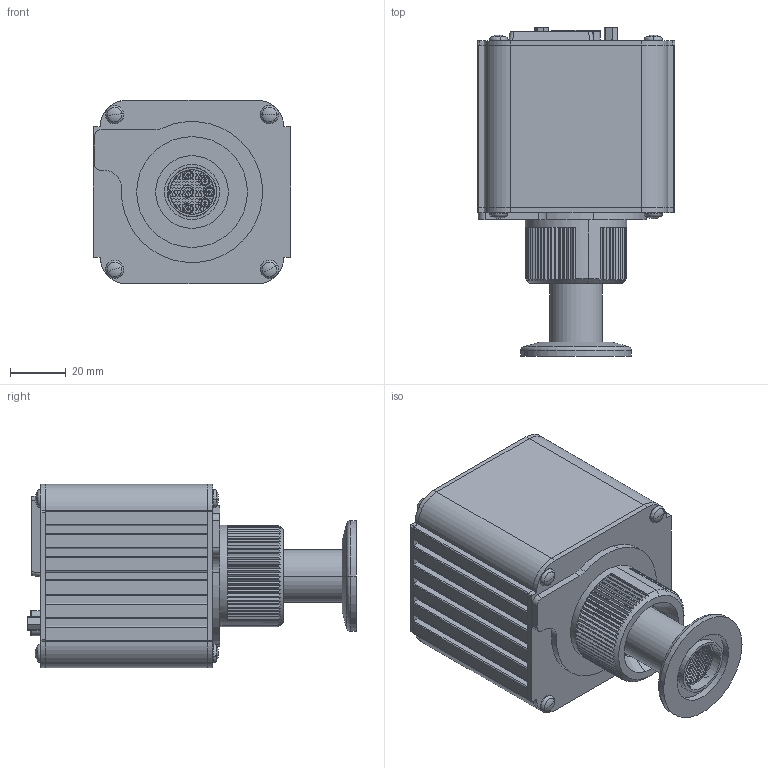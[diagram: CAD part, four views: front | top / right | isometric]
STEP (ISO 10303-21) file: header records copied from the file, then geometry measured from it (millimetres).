
FILE_DESCRIPTION (( 'STEP AP203' ), '1' );
FILE_NAME ('355600-0-YE-T-STEP.STEP', '2017-08-01T22:05:53', ( 'MKS' ), ( 'MKS' ), 'SwSTEP 2.0', 'SolidWorks 2015', '' );
FILE_SCHEMA (( 'CONFIG_CONTROL_DESIGN' ));
Length unit declared in the file: inch
Products named in the file (28): Sensor Assembly NW25KF; 390 Display w Bezel STEP; FSM-SWITCH; MIG_CONN_STEP; 355600-0-YE-T-STEP; ALOG DISP CIO PREASSY STEP; Analog_CIO_STEP; 355-GAUGE-ASSY_STEP; 20001518_STEP; 20001235-STEP; 355T-MPBA_STEP; 20002598_STEP; 20001857; 355T-PBA-STEP; 20002599_STEP; DISPLAY-STEP; U-Stack_Assy_STEP; 20002239_STEP; DISPLAY-ASSY-STEP_80-0615-000; PCB-990-100_STEP; 20002600_STEP; 20000652; D-SUB_STEP; 355-GBA-STEP; 6-32-ph-srw_STEP; 20000662-STEP; ELC TH LED 3 PIN T1; CONN_SHELL_STEP
Assembly tree (37 placements, depth 5):
  355600-0-YE-T-STEP
    U-Stack_Assy_STEP
      355-GAUGE-ASSY_STEP
        355-GBA-STEP
        MIG_CONN_STEP
          CONN_SHELL_STEP
      355T-MPBA_STEP
      355T-PBA-STEP
    ALOG DISP CIO PREASSY STEP
      Analog_CIO_STEP
        PCB-990-100_STEP
        D-SUB_STEP
        ELC TH LED 3 PIN T1  x3
        FSM-SWITCH
      20001235-STEP
      20001857  x2
      390 Display w Bezel STEP
        DISPLAY-ASSY-STEP_80-0615-000
          DISPLAY-STEP
        20000652
        20000662-STEP
    20001518_STEP
    20002600_STEP
      20002599_STEP
        20002598_STEP
      20002239_STEP
    6-32-ph-srw_STEP  x8
    Sensor Assembly NW25KF
Bounding box: 71.13 x 118.31 x 66.05 mm (x, y, z)
Volume: 101245.9 mm3; surface area: 107777.3 mm2
Topology: 27 solids, 32 shells, 1722 faces, 5514 edges, 3892 vertices
Faces by surface type: plane 1095, cylinder 462, torus 106, cone 44, bspline 9, sphere 6
Entity records: 60472 total; most frequent: CARTESIAN_POINT 11620, DIRECTION 9259, ORIENTED_EDGE 8701, EDGE_CURVE 5176, LINE 3887, VECTOR 3887, VERTEX_POINT 3689, AXIS2_PLACEMENT_3D 2686
